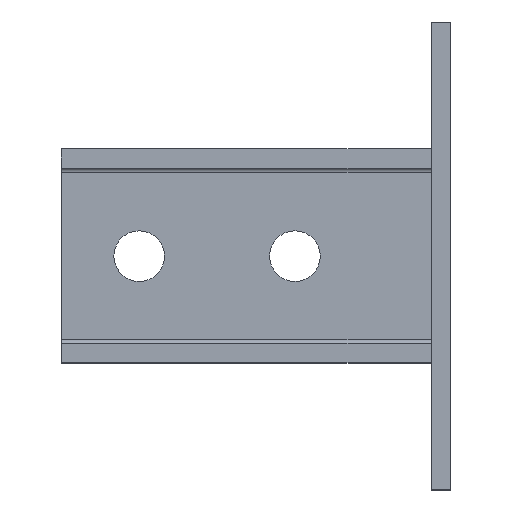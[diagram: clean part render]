
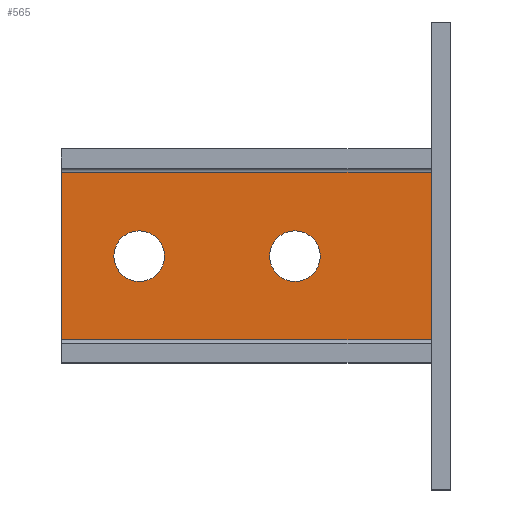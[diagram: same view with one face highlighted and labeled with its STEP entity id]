
A CAD part, top view. The second image highlights one B-rep face of the part: STEP entity #565.
In plain terms, the highlighted planar face has unit normal (0, 0, 1).
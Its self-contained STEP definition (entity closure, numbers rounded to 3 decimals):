
#79 = CARTESIAN_POINT ( 'NONE',  ( 12.5, 0., 0. ) ) ;
#80 = DIRECTION ( 'NONE',  ( 0., 0., 1. ) ) ;
#81 = DIRECTION ( 'NONE',  ( 1., 0., 0. ) ) ;
#82 = CARTESIAN_POINT ( 'NONE',  ( -27.5, 0., 0. ) ) ;
#83 = DIRECTION ( 'NONE',  ( 0., 0., 1. ) ) ;
#84 = DIRECTION ( 'NONE',  ( 1., 0., 0. ) ) ;
#99 = CARTESIAN_POINT ( 'NONE',  ( 47.5, 21.5, 0. ) ) ;
#100 = VECTOR ( 'NONE', #858, 1000. ) ;
#137 = FACE_BOUND ( 'NONE', #811, .T. ) ;
#139 = FACE_OUTER_BOUND ( 'NONE', #807, .T. ) ;
#141 = FACE_BOUND ( 'NONE', #720, .T. ) ;
#247 = CARTESIAN_POINT ( 'NONE',  ( -47.5, -21.5, 0. ) ) ;
#270 = CARTESIAN_POINT ( 'NONE',  ( 19., 0., 0. ) ) ;
#271 = CARTESIAN_POINT ( 'NONE',  ( -21., 0., 0. ) ) ;
#341 = ORIENTED_EDGE ( 'NONE', *, *, #871, .F. ) ;
#345 = EDGE_CURVE ( 'NONE', #994, #962, #394, .T. ) ;
#346 = EDGE_CURVE ( 'NONE', #988, #996, #386, .T. ) ;
#349 = EDGE_CURVE ( 'NONE', #994, #996, #398, .T. ) ;
#352 = DIRECTION ( 'NONE',  ( 0., 0., 1. ) ) ;
#360 = CARTESIAN_POINT ( 'NONE',  ( -47.5, -22.5, 0. ) ) ;
#362 = PLANE ( 'NONE',  #449 ) ;
#364 = DIRECTION ( 'NONE',  ( 1., 0., 0. ) ) ;
#386 = LINE ( 'NONE', #813, #397 ) ;
#394 = LINE ( 'NONE', #824, #395 ) ;
#395 = VECTOR ( 'NONE', #818, 1000. ) ;
#397 = VECTOR ( 'NONE', #860, 1000. ) ;
#398 = LINE ( 'NONE', #821, #100 ) ;
#400 = VERTEX_POINT ( 'NONE', #270 ) ;
#449 = AXIS2_PLACEMENT_3D ( 'NONE', #360, #352, #364 ) ;
#469 = CARTESIAN_POINT ( 'NONE',  ( 47.5, 22.5, 0. ) ) ;
#473 = DIRECTION ( 'NONE',  ( 0., 1., 0. ) ) ;
#565 = ADVANCED_FACE ( 'NONE', ( #137, #141, #139 ), #362, .T. ) ;
#645 = AXIS2_PLACEMENT_3D ( 'NONE', #79, #80, #81 ) ;
#646 = AXIS2_PLACEMENT_3D ( 'NONE', #82, #83, #84 ) ;
#713 = LINE ( 'NONE', #469, #718 ) ;
#718 = VECTOR ( 'NONE', #473, 1000. ) ;
#720 = EDGE_LOOP ( 'NONE', ( #1012 ) ) ;
#757 = EDGE_CURVE ( 'NONE', #988, #962, #713, .T. ) ;
#807 = EDGE_LOOP ( 'NONE', ( #1013, #1011, #1016, #1015 ) ) ;
#811 = EDGE_LOOP ( 'NONE', ( #341 ) ) ;
#813 = CARTESIAN_POINT ( 'NONE',  ( 47.5, -21.5, 0. ) ) ;
#818 = DIRECTION ( 'NONE',  ( 1., 0., 0. ) ) ;
#821 = CARTESIAN_POINT ( 'NONE',  ( -47.5, 22.5, 0. ) ) ;
#824 = CARTESIAN_POINT ( 'NONE',  ( -47.5, 21.5, 0. ) ) ;
#838 = CARTESIAN_POINT ( 'NONE',  ( -47.5, 21.5, 0. ) ) ;
#848 = CARTESIAN_POINT ( 'NONE',  ( 47.5, -21.5, 0. ) ) ;
#858 = DIRECTION ( 'NONE',  ( 0., -1., 0. ) ) ;
#860 = DIRECTION ( 'NONE',  ( -1., 0., 0. ) ) ;
#871 = EDGE_CURVE ( 'NONE', #400, #400, #908, .T. ) ;
#872 = EDGE_CURVE ( 'NONE', #926, #926, #909, .T. ) ;
#908 = CIRCLE ( 'NONE', #645, 6.5 ) ;
#909 = CIRCLE ( 'NONE', #646, 6.5 ) ;
#926 = VERTEX_POINT ( 'NONE', #271 ) ;
#962 = VERTEX_POINT ( 'NONE', #99 ) ;
#988 = VERTEX_POINT ( 'NONE', #848 ) ;
#994 = VERTEX_POINT ( 'NONE', #838 ) ;
#996 = VERTEX_POINT ( 'NONE', #247 ) ;
#1011 = ORIENTED_EDGE ( 'NONE', *, *, #346, .F. ) ;
#1012 = ORIENTED_EDGE ( 'NONE', *, *, #872, .F. ) ;
#1013 = ORIENTED_EDGE ( 'NONE', *, *, #349, .T. ) ;
#1015 = ORIENTED_EDGE ( 'NONE', *, *, #345, .F. ) ;
#1016 = ORIENTED_EDGE ( 'NONE', *, *, #757, .T. ) ;
